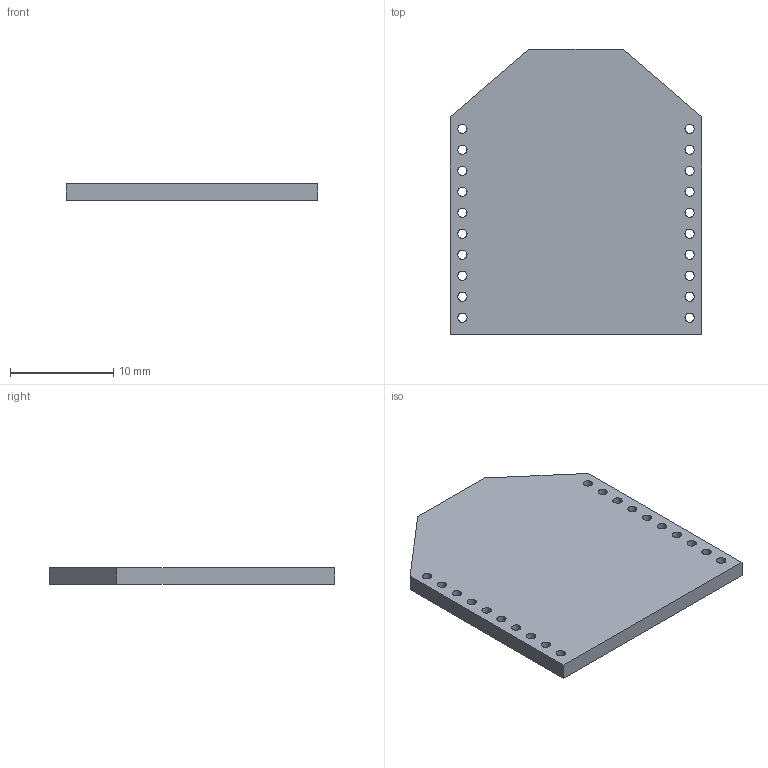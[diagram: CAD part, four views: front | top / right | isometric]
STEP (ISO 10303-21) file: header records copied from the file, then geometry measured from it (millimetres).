
FILE_DESCRIPTION(('FreeCAD Model'),'2;1');
FILE_NAME('xbee.step', '2018-05-14T22:39:13',('kicad StepUp'),('ksu MCAD'), 'Open CASCADE STEP processor 7.2','FreeCAD','Unknown');
FILE_SCHEMA(('AUTOMOTIVE_DESIGN { 1 0 10303 214 1 1 1 1 }'));
Length unit declared in the file: millimetre
Products named in the file (1): XBee_Module___ZB_Series_S2C___2mW_with_Wire_Antenna___XB24CZ7WIT_004
Bounding box: 24.38 x 27.61 x 1.59 mm (x, y, z)
Surface area: 1463.1 mm2 (no closed solid volume)
Topology: 0 solids, 48 shells, 48 faces, 654 edges, 792 vertices
Faces by surface type: bspline 48
Entity records: 7764 total; most frequent: CARTESIAN_POINT 2439, ORIENTED_EDGE 516, EDGE_CURVE 516, VERTEX_POINT 516, DIRECTION 496, B_SPLINE_CURVE_WITH_KNOTS 320, STYLED_ITEM 186, PRESENTATION_STYLE_ASSIGNMENT 186
